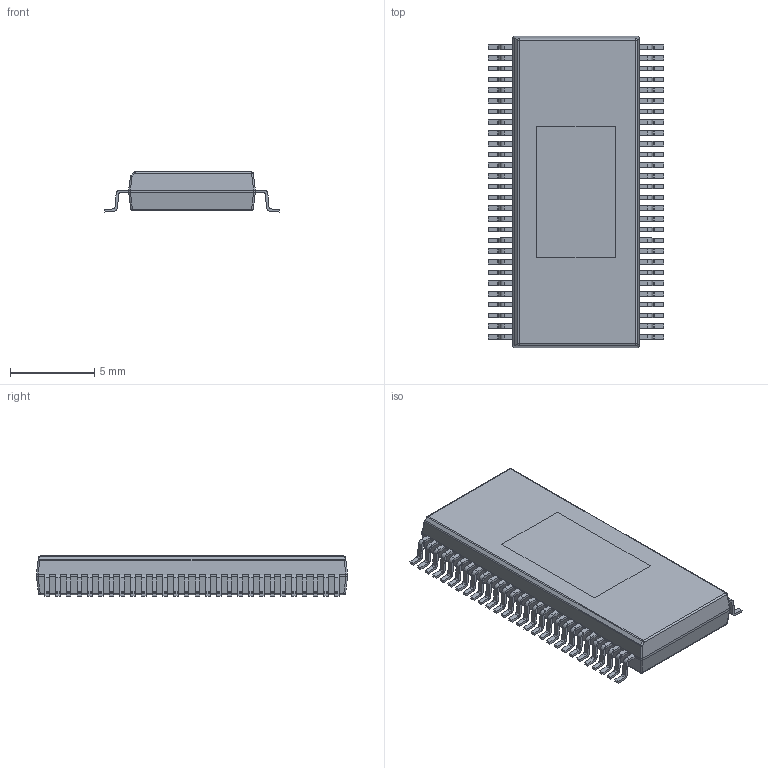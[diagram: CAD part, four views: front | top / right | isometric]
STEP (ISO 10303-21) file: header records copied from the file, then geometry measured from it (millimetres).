
FILE_DESCRIPTION((''),'2;1');
FILE_NAME('DKQ0056A_ASM','2023-10-30T08:45:44',('a0412086'),(''),'CREO PARAMETRIC BY PTC INC, 2018500','CREO PARAMETRIC BY PTC INC, 2018500','');
FILE_SCHEMA(('CONFIG_CONTROL_DESIGN','SHAPE_APPEARANCE_LAYERS_GROUPS'));
Length unit declared in the file: millimetre
Products named in the file (5): BODY-SO; LEAD-SO; THERMALPAD-SO; PIN1-ID; DKQ0056A_ASM
Assembly tree (59 placements, depth 2):
  DKQ0056A_ASM
    BODY-SO
    LEAD-SO  x56
    THERMALPAD-SO
    PIN1-ID
Bounding box: 10.37 x 18.41 x 2.37 mm (x, y, z)
Volume: 313.4 mm3; surface area: 570.5 mm2
Topology: 58 solids, 58 shells, 851 faces, 2156 edges, 1422 vertices
Faces by surface type: plane 594, cylinder 247, sphere 10
Entity records: 3542 total; most frequent: CARTESIAN_POINT 731, DIRECTION 472, ORIENTED_EDGE 352, AXIS2_PLACEMENT_3D 183, PRESENTATION_STYLE_ASSIGNMENT 179, STYLED_ITEM 179, CURVE_STYLE 176, EDGE_CURVE 176
